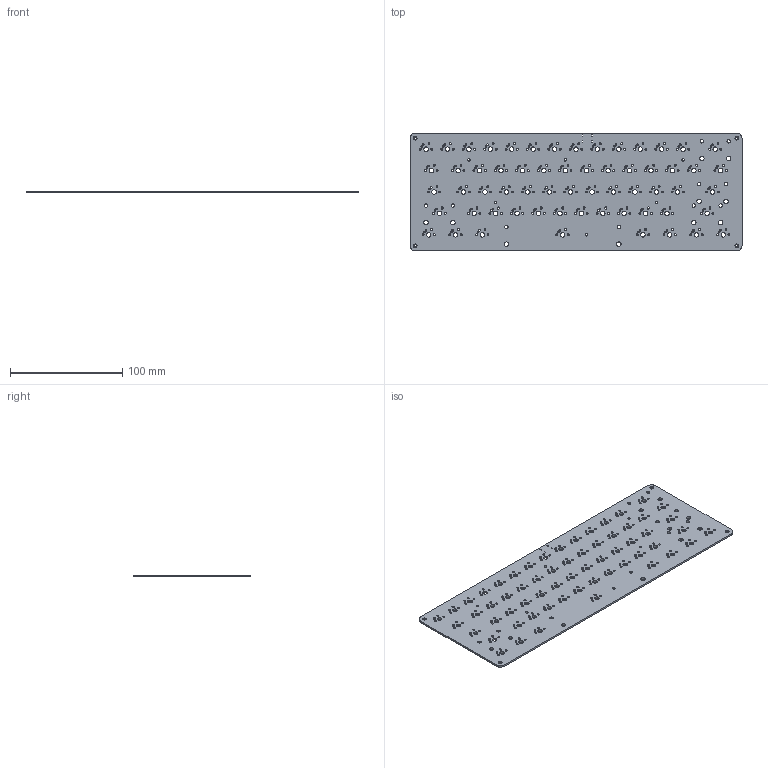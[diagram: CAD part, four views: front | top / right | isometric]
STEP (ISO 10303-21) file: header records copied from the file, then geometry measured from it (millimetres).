
FILE_DESCRIPTION(('KiCad electronic assembly'),'2;1');
FILE_NAME('61key.step','2020-05-07T13:46:23',('An Author'),('A Company') ,'Open CASCADE STEP processor 7.4','KiCad to STEP converter','Unknown' );
FILE_SCHEMA(('AUTOMOTIVE_DESIGN { 1 0 10303 214 1 1 1 1 }'));
Length unit declared in the file: millimetre
Products named in the file (2): Open CASCADE STEP translator 7.4 1; COMPOUND
Assembly tree (1 placements, depth 2):
  Open CASCADE STEP translator 7.4 1
    COMPOUND
Bounding box: 295.27 x 104.78 x 1.6 mm (x, y, z)
Volume: 46811.7 mm3; surface area: 64103.1 mm2
Topology: 1 solids, 1 shells, 637 faces, 1905 edges, 1270 vertices
Faces by surface type: cylinder 623, plane 14
Full cylindrical faces by diameter (mm): 0.4 x32, 1.47 x122, 1.75 x122, 2.2 x10, 3.048 x10, 3.988 x71
Entity records: 48521 total; most frequent: DIRECTION 7995, CARTESIAN_POINT 7868, ORIENTED_EDGE 3810, PCURVE 3810, DEFINITIONAL_REPRESENTATION 3810, LINE 2979, VECTOR 2979, CIRCLE 2492
